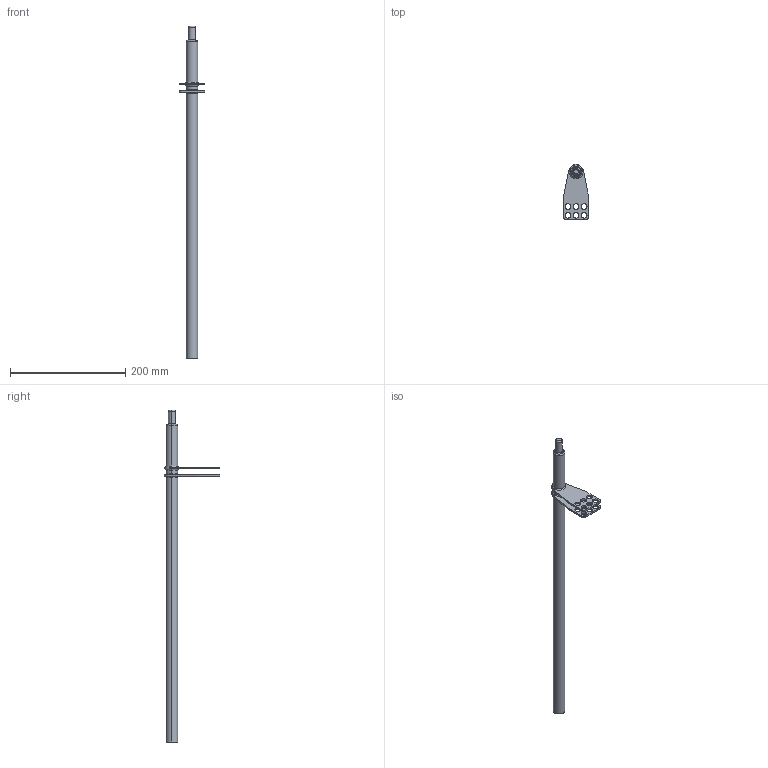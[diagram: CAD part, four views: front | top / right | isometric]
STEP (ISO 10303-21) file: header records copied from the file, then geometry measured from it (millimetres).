
FILE_DESCRIPTION (( 'STEP AP203' ), '1' );
FILE_NAME ('steering column and tripod_Default_sldprt.STEP', '2026-02-04T19:33:34', ( '' ), ( '' ), 'SwSTEP 2.0', 'SolidWorks 2025', '' );
FILE_SCHEMA (( 'CONFIG_CONTROL_DESIGN' ));
Length unit declared in the file: millimetre
Products named in the file (1): steering column and tripod_Default_sldprt
Bounding box: 43.87 x 95.57 x 575 mm (x, y, z)
Volume: 82279.3 mm3; surface area: 76325.2 mm2
Topology: 1 solids, 1 shells, 75 faces, 188 edges, 120 vertices
Faces by surface type: cylinder 40, plane 21, torus 14
Entity records: 2405 total; most frequent: DIRECTION 446, CARTESIAN_POINT 384, ORIENTED_EDGE 376, EDGE_CURVE 188, AXIS2_PLACEMENT_3D 182, VERTEX_POINT 120, CIRCLE 106, EDGE_LOOP 104
